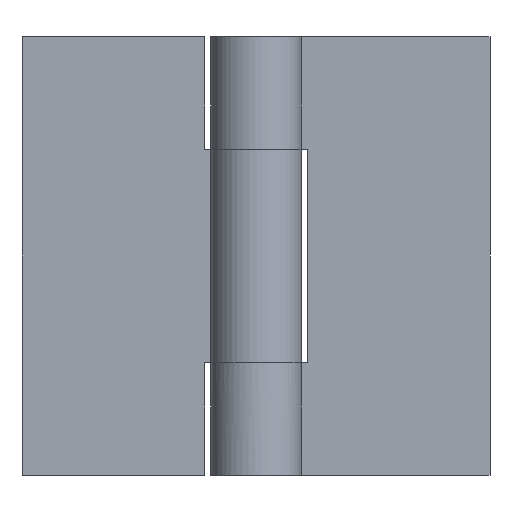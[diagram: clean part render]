
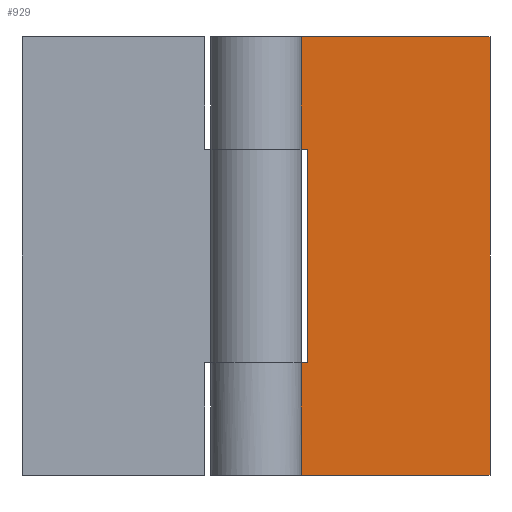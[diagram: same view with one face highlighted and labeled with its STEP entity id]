
A CAD part, front view. The second image highlights one B-rep face of the part: STEP entity #929.
In plain terms, the highlighted free-form (B-spline) face has degree [1, 1] with [2, 2] control points.
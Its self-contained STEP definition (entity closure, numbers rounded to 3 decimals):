
#549=CARTESIAN_POINT('',(3.5,1.5,22.3));
#550=VERTEX_POINT('',#549);
#556=CARTESIAN_POINT('',(0.0,1.5,22.3));
#557=VERTEX_POINT('',#556);
#558=CARTESIAN_POINT('',(3.5,1.5,22.3));
#559=CARTESIAN_POINT('',(0.0,1.5,22.3));
#560=QUASI_UNIFORM_CURVE('',1,(#558,#559),.UNSPECIFIED.,.F.,.U.);
#561=EDGE_CURVE('',#550,#557,#560,.T.);
#627=CARTESIAN_POINT('',(0.0,1.5,7.7));
#628=VERTEX_POINT('',#627);
#648=CARTESIAN_POINT('',(3.5,1.5,7.7));
#649=VERTEX_POINT('',#648);
#650=CARTESIAN_POINT('',(0.0,1.5,7.7));
#651=CARTESIAN_POINT('',(3.5,1.5,7.7));
#652=QUASI_UNIFORM_CURVE('',1,(#650,#651),.UNSPECIFIED.,.F.,.U.);
#653=EDGE_CURVE('',#628,#649,#652,.T.);
#682=CARTESIAN_POINT('',(3.5,1.5,7.7));
#683=CARTESIAN_POINT('',(3.5,1.5,22.3));
#684=QUASI_UNIFORM_CURVE('',1,(#682,#683),.UNSPECIFIED.,.F.,.U.);
#685=EDGE_CURVE('',#649,#550,#684,.T.);
#732=CARTESIAN_POINT('',(16.0,1.5,0.0));
#733=VERTEX_POINT('',#732);
#739=CARTESIAN_POINT('',(0.0,1.5,0.0));
#740=VERTEX_POINT('',#739);
#741=CARTESIAN_POINT('',(16.0,1.5,0.0));
#742=CARTESIAN_POINT('',(0.0,1.5,0.0));
#743=QUASI_UNIFORM_CURVE('',1,(#741,#742),.UNSPECIFIED.,.F.,.U.);
#744=EDGE_CURVE('',#733,#740,#743,.T.);
#810=CARTESIAN_POINT('',(0.0,1.5,30.0));
#811=VERTEX_POINT('',#810);
#831=CARTESIAN_POINT('',(16.0,1.5,30.0));
#832=VERTEX_POINT('',#831);
#833=CARTESIAN_POINT('',(16.0,1.5,30.0));
#834=CARTESIAN_POINT('',(0.0,1.5,30.0));
#835=QUASI_UNIFORM_CURVE('',1,(#833,#834),.UNSPECIFIED.,.F.,.U.);
#836=EDGE_CURVE('',#832,#811,#835,.T.);
#897=CARTESIAN_POINT('',(0.0,1.5,30.0));
#898=CARTESIAN_POINT('',(0.0,1.5,22.3));
#899=QUASI_UNIFORM_CURVE('',1,(#897,#898),.UNSPECIFIED.,.F.,.U.);
#900=EDGE_CURVE('',#811,#557,#899,.T.);
#906=CARTESIAN_POINT('',(-0.799,1.5,31.498));
#907=CARTESIAN_POINT('',(-0.799,1.5,-1.499));
#908=CARTESIAN_POINT('',(16.799,1.5,31.498));
#909=CARTESIAN_POINT('',(16.799,1.5,-1.499));
#910=B_SPLINE_SURFACE_WITH_KNOTS('',1,1,((#906,#908),(#907,#909)),.UNSPECIFIED.,.F.,.F.,.U.,(2,2),(2,2),(0.0,32.997),(0.0,17.598),.UNSPECIFIED.);
#911=ORIENTED_EDGE('',*,*,#653,.F.);
#912=CARTESIAN_POINT('',(0.0,1.5,7.7));
#913=CARTESIAN_POINT('',(0.0,1.5,0.0));
#914=QUASI_UNIFORM_CURVE('',1,(#912,#913),.UNSPECIFIED.,.F.,.U.);
#915=EDGE_CURVE('',#628,#740,#914,.T.);
#916=ORIENTED_EDGE('',*,*,#915,.T.);
#917=ORIENTED_EDGE('',*,*,#744,.F.);
#918=CARTESIAN_POINT('',(16.0,1.5,30.0));
#919=CARTESIAN_POINT('',(16.0,1.5,0.0));
#920=QUASI_UNIFORM_CURVE('',1,(#918,#919),.UNSPECIFIED.,.F.,.U.);
#921=EDGE_CURVE('',#832,#733,#920,.T.);
#922=ORIENTED_EDGE('',*,*,#921,.F.);
#923=ORIENTED_EDGE('',*,*,#836,.T.);
#924=ORIENTED_EDGE('',*,*,#900,.T.);
#925=ORIENTED_EDGE('',*,*,#561,.F.);
#926=ORIENTED_EDGE('',*,*,#685,.F.);
#927=EDGE_LOOP('',(#911,#916,#917,#922,#923,#924,#925,#926));
#928=FACE_OUTER_BOUND('',#927,.T.);
#929=ADVANCED_FACE('',(#928),#910,.T.);
